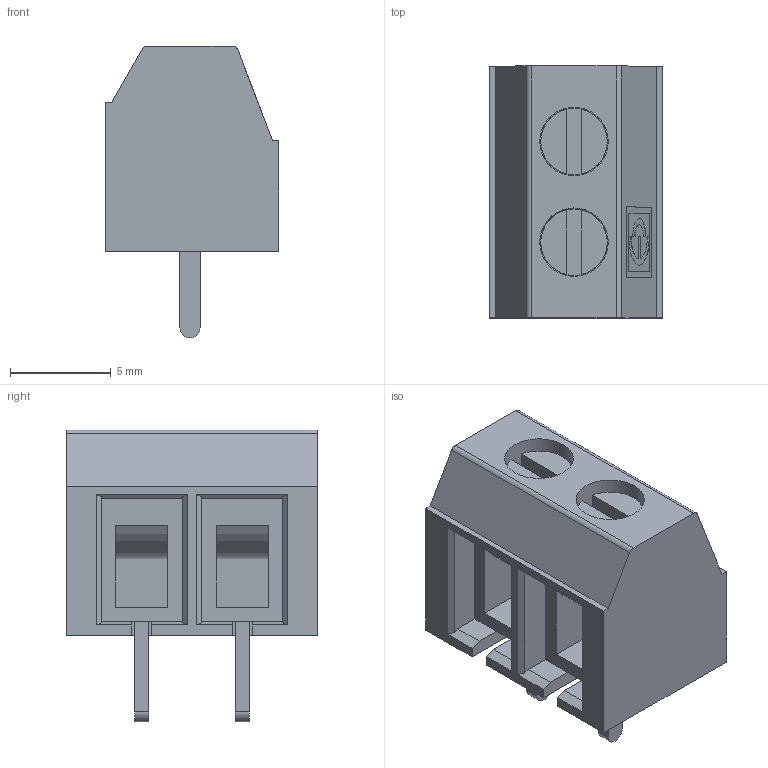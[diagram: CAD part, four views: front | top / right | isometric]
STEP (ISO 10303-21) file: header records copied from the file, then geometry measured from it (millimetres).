
FILE_DESCRIPTION(('STEP AP214'),'1');
FILE_NAME('MBE152-5-V-TH-BK.stp','2025-05-16T12:39:42',(' '),(' '),'Spatial InterOp 3D',' ',' ');
FILE_SCHEMA(('AUTOMOTIVE_DESIGN { 1 0 10303 214 1 1 1 1 }'));
Length unit declared in the file: metre
Products named in the file (1): 1747398004
Bounding box: 8.6 x 12.5 x 14.5 mm (x, y, z)
Volume: 784.4 mm3; surface area: 920.6 mm2
Topology: 1 solids, 1 shells, 122 faces, 327 edges, 218 vertices
Faces by surface type: plane 105, cylinder 14, torus 2, extrusion 1
Full cylindrical faces by diameter (mm): 3.3 x2, 3.4 x2
Entity records: 4713 total; most frequent: CARTESIAN_POINT 672, ORIENTED_EDGE 634, DIRECTION 596, EDGE_CURVE 317, VECTOR 280, LINE 279, VERTEX_POINT 214, AXIS2_PLACEMENT_3D 158
